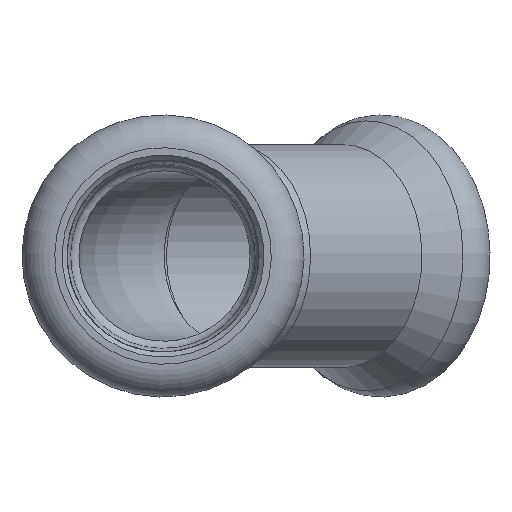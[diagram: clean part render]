
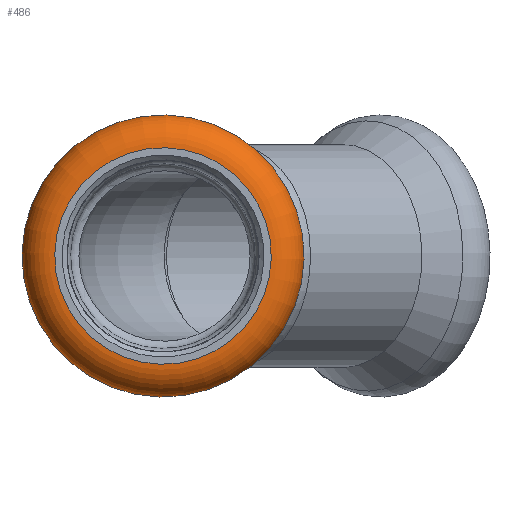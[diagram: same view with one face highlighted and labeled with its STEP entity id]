
A CAD part, left-side view. The second image highlights one B-rep face of the part: STEP entity #486.
In plain terms, the highlighted toroidal (fillet/blend) face has major radius 8.9 mm and minor radius 2.7 mm.
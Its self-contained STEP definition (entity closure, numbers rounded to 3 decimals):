
#89=FACE_OUTER_BOUND('',#121,.T.);
#121=EDGE_LOOP('',(#402,#403,#404,#405));
#162=CIRCLE('',#573,11.112);
#163=CIRCLE('',#575,8.9);
#164=CIRCLE('',#576,2.7);
#216=VERTEX_POINT('',#1036);
#217=VERTEX_POINT('',#1040);
#278=EDGE_CURVE('',#216,#216,#162,.T.);
#280=EDGE_CURVE('',#217,#217,#163,.T.);
#281=EDGE_CURVE('',#217,#216,#164,.T.);
#402=ORIENTED_EDGE('',*,*,#280,.F.);
#403=ORIENTED_EDGE('',*,*,#281,.T.);
#404=ORIENTED_EDGE('',*,*,#278,.T.);
#405=ORIENTED_EDGE('',*,*,#281,.F.);
#428=TOROIDAL_SURFACE('',#574,8.9,2.7);
#486=ADVANCED_FACE('',(#89),#428,.T.);
#573=AXIS2_PLACEMENT_3D('',#1037,#716,#717);
#574=AXIS2_PLACEMENT_3D('',#1039,#719,#720);
#575=AXIS2_PLACEMENT_3D('',#1041,#721,#722);
#576=AXIS2_PLACEMENT_3D('',#1042,#723,#724);
#716=DIRECTION('center_axis',(-1.,0.,0.));
#717=DIRECTION('ref_axis',(0.,1.,0.));
#719=DIRECTION('center_axis',(-1.,0.,0.));
#720=DIRECTION('ref_axis',(0.,0.878,-0.479));
#721=DIRECTION('center_axis',(-1.,0.,0.));
#722=DIRECTION('ref_axis',(0.,1.,0.));
#723=DIRECTION('center_axis',(0.,0.479,0.878));
#724=DIRECTION('ref_axis',(0.,-0.878,0.479));
#1036=CARTESIAN_POINT('',(-14.432,-9.751,5.327));
#1037=CARTESIAN_POINT('Origin',(-14.432,0.,0.));
#1039=CARTESIAN_POINT('Origin',(-15.98,0.,0.));
#1040=CARTESIAN_POINT('',(-18.68,-7.81,4.267));
#1041=CARTESIAN_POINT('Origin',(-18.68,0.,0.));
#1042=CARTESIAN_POINT('Origin',(-15.98,-7.81,4.267));
